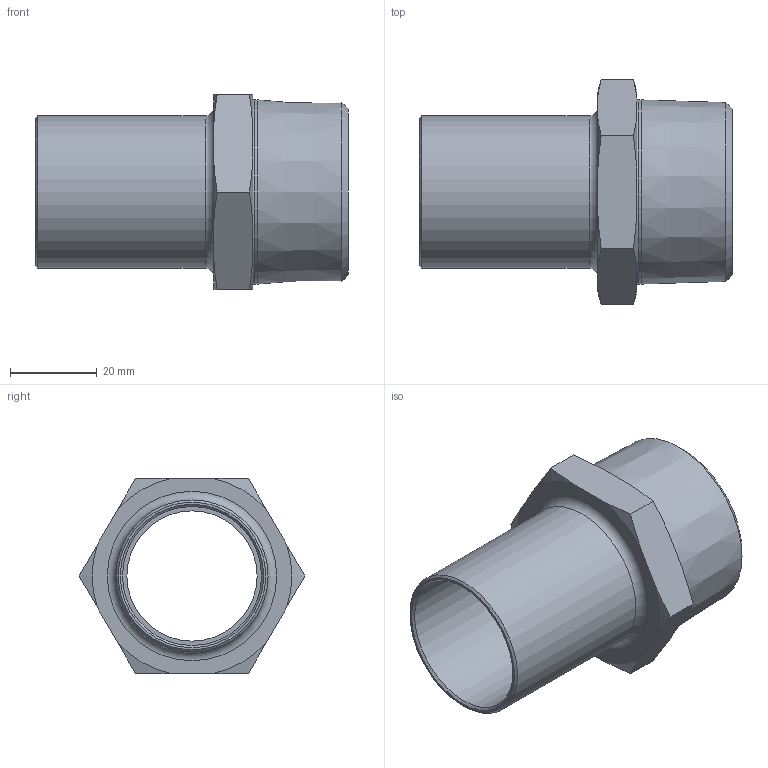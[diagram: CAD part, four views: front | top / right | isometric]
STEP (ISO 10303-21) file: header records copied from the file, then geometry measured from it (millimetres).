
FILE_DESCRIPTION(/* description */ ('MANICOTTO INSERIMENTO FILETTATO MASCHIO 1 1/4"x35'),/* implementation_level */ '2;1');
FILE_NAME(/* name */ '269114135_Inoxpres.stp',/* time_stamp */ '2022-10-13T08:55:36+02:00',/* author */ ('Vault'),/* organization */ ('Raccorderie metalliche s.p.a. '),/* preprocessor_version */ 'ST-DEVELOPER v18.1',/* originating_system */ 'Autodesk Inventor 2020',/* authorisation */ 'Raccorderie metalliche s.p.a. ');
FILE_SCHEMA (('AUTOMOTIVE_DESIGN { 1 0 10303 214 3 1 1 }'));
Length unit declared in the file: millimetre
Products named in the file (1): 269114135_Inoxpres
Bounding box: 72 x 51.96 x 45 mm (x, y, z)
Volume: 29796.3 mm3; surface area: 17539.5 mm2
Topology: 1 solids, 1 shells, 33 faces, 91 edges, 63 vertices
Faces by surface type: cone 16, plane 11, cylinder 4, torus 2
Full cylindrical faces by diameter (mm): 30 x1, 32 x1, 35 x1, 42.4 x1
Entity records: 1103 total; most frequent: CARTESIAN_POINT 236, ORIENTED_EDGE 182, DIRECTION 176, EDGE_CURVE 91, AXIS2_PLACEMENT_3D 75, VERTEX_POINT 63, CIRCLE 41, EDGE_LOOP 38
